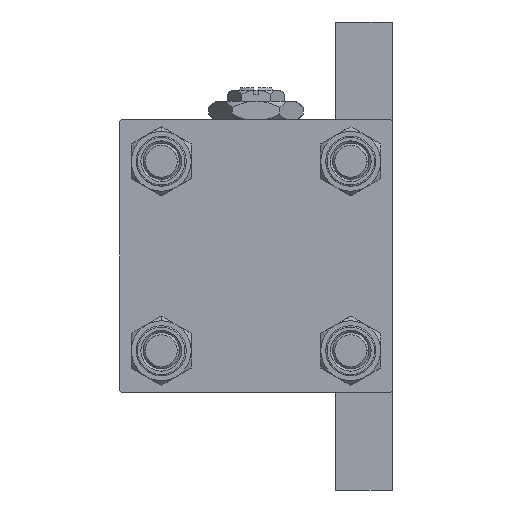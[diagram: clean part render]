
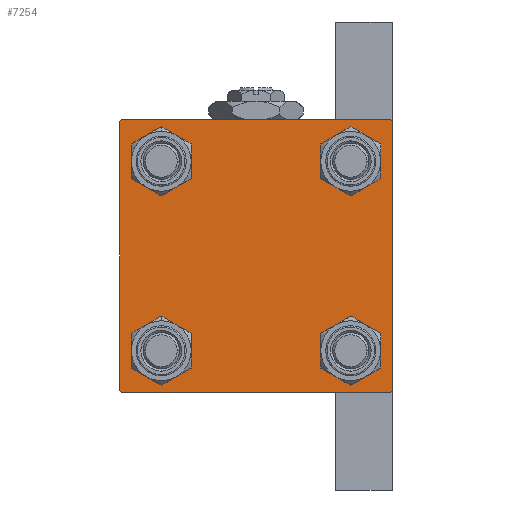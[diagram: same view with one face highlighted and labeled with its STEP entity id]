
A CAD part, left-side view. The second image highlights one B-rep face of the part: STEP entity #7254.
In plain terms, the highlighted planar face has unit normal (-1, 0, 0).
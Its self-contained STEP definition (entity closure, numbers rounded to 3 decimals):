
#451 = AXIS2_PLACEMENT_3D ( 'NONE', #34273, #4934, #49647 ) ;
#495 = VECTOR ( 'NONE', #599, 1000. ) ;
#599 = DIRECTION ( 'NONE',  ( 0., 0., -1. ) ) ;
#928 = CARTESIAN_POINT ( 'NONE',  ( 0., 30., -30. ) ) ;
#1170 = CARTESIAN_POINT ( 'NONE',  ( 0., -29.75, -29.75 ) ) ;
#1420 = EDGE_CURVE ( 'NONE', #39632, #30058, #50878, .T. ) ;
#1552 = DIRECTION ( 'NONE',  ( 0., 0., 1. ) ) ;
#2668 = ORIENTED_EDGE ( 'NONE', *, *, #36135, .T. ) ;
#3396 = CARTESIAN_POINT ( 'NONE',  ( 0., 20.85, 16.35 ) ) ;
#3665 = CARTESIAN_POINT ( 'NONE',  ( 0., 30., 29.5 ) ) ;
#4093 = VECTOR ( 'NONE', #31004, 1000. ) ;
#4108 = CARTESIAN_POINT ( 'NONE',  ( 0., -30., 29.5 ) ) ;
#4802 = DIRECTION ( 'NONE',  ( 1., 0., 0. ) ) ;
#4934 = DIRECTION ( 'NONE',  ( 1., 0., 0. ) ) ;
#4981 = DIRECTION ( 'NONE',  ( 0., 0., 1. ) ) ;
#5505 = LINE ( 'NONE', #21901, #21064 ) ;
#5507 = FACE_BOUND ( 'NONE', #34625, .T. ) ;
#5965 = EDGE_CURVE ( 'NONE', #40247, #27163, #26908, .T. ) ;
#7254 = ADVANCED_FACE ( 'NONE', ( #25698, #24903, #5507, #41607, #50481 ), #45652, .T. ) ;
#7553 = DIRECTION ( 'NONE',  ( 1., 0., 0. ) ) ;
#7755 = DIRECTION ( 'NONE',  ( 0., 0.707, 0.707 ) ) ;
#8044 = ORIENTED_EDGE ( 'NONE', *, *, #40028, .T. ) ;
#8052 = AXIS2_PLACEMENT_3D ( 'NONE', #46182, #13308, #4981 ) ;
#8291 = CARTESIAN_POINT ( 'NONE',  ( 0., -20.85, -20.85 ) ) ;
#8557 = DIRECTION ( 'NONE',  ( 1., 0., 0. ) ) ;
#9756 = VERTEX_POINT ( 'NONE', #17362 ) ;
#10029 = EDGE_CURVE ( 'NONE', #21271, #17709, #23635, .T. ) ;
#10149 = VERTEX_POINT ( 'NONE', #51490 ) ;
#10266 = VECTOR ( 'NONE', #25768, 1000. ) ;
#11234 = CARTESIAN_POINT ( 'NONE',  ( 0., -20.85, 20.85 ) ) ;
#12234 = DIRECTION ( 'NONE',  ( 1., 0., 0. ) ) ;
#12277 = VERTEX_POINT ( 'NONE', #3396 ) ;
#12490 = EDGE_CURVE ( 'NONE', #39673, #9756, #5505, .T. ) ;
#12658 = CIRCLE ( 'NONE', #24683, 4.5 ) ;
#13308 = DIRECTION ( 'NONE',  ( -1., 0., 0. ) ) ;
#13816 = LINE ( 'NONE', #928, #34626 ) ;
#14279 = CARTESIAN_POINT ( 'NONE',  ( 0., 20.85, -20.85 ) ) ;
#14461 = EDGE_CURVE ( 'NONE', #12277, #33730, #19507, .T. ) ;
#16188 = ORIENTED_EDGE ( 'NONE', *, *, #24122, .T. ) ;
#16792 = DIRECTION ( 'NONE',  ( 0., -0.707, 0.707 ) ) ;
#17359 = CARTESIAN_POINT ( 'NONE',  ( 0., 29.5, -30. ) ) ;
#17362 = CARTESIAN_POINT ( 'NONE',  ( 0., -29.5, 30. ) ) ;
#17512 = VERTEX_POINT ( 'NONE', #27555 ) ;
#17709 = VERTEX_POINT ( 'NONE', #24853 ) ;
#18131 = DIRECTION ( 'NONE',  ( 0., -1., 0. ) ) ;
#19042 = VECTOR ( 'NONE', #16792, 1000. ) ;
#19256 = DIRECTION ( 'NONE',  ( 0., 0., 1. ) ) ;
#19507 = CIRCLE ( 'NONE', #24659, 4.5 ) ;
#20248 = CARTESIAN_POINT ( 'NONE',  ( 0., 29.5, 30. ) ) ;
#20452 = CARTESIAN_POINT ( 'NONE',  ( 0., 20.85, 20.85 ) ) ;
#20578 = CARTESIAN_POINT ( 'NONE',  ( 0., 20.85, 20.85 ) ) ;
#20636 = VERTEX_POINT ( 'NONE', #40099 ) ;
#20820 = LINE ( 'NONE', #1170, #19042 ) ;
#20935 = CIRCLE ( 'NONE', #36449, 4.5 ) ;
#21064 = VECTOR ( 'NONE', #18131, 1000. ) ;
#21271 = VERTEX_POINT ( 'NONE', #33934 ) ;
#21483 = EDGE_CURVE ( 'NONE', #27163, #40247, #29802, .T. ) ;
#21901 = CARTESIAN_POINT ( 'NONE',  ( 0., 30., 30. ) ) ;
#23058 = ORIENTED_EDGE ( 'NONE', *, *, #31628, .T. ) ;
#23635 = CIRCLE ( 'NONE', #451, 4.5 ) ;
#24122 = EDGE_CURVE ( 'NONE', #26715, #9756, #52185, .T. ) ;
#24219 = DIRECTION ( 'NONE',  ( 0., 0., 1. ) ) ;
#24659 = AXIS2_PLACEMENT_3D ( 'NONE', #20578, #12234, #29194 ) ;
#24683 = AXIS2_PLACEMENT_3D ( 'NONE', #8291, #8557, #33326 ) ;
#24826 = CARTESIAN_POINT ( 'NONE',  ( 0., 20.85, -25.35 ) ) ;
#24853 = CARTESIAN_POINT ( 'NONE',  ( 0., -20.85, -16.35 ) ) ;
#24903 = FACE_BOUND ( 'NONE', #39569, .T. ) ;
#25698 = FACE_BOUND ( 'NONE', #50571, .T. ) ;
#25757 = AXIS2_PLACEMENT_3D ( 'NONE', #14279, #30972, #50932 ) ;
#25768 = DIRECTION ( 'NONE',  ( 0., 0., -1. ) ) ;
#25917 = AXIS2_PLACEMENT_3D ( 'NONE', #35980, #43788, #19256 ) ;
#26548 = EDGE_LOOP ( 'NONE', ( #31728, #38993, #33255, #2668, #49496, #16188, #33874, #27377 ) ) ;
#26660 = ORIENTED_EDGE ( 'NONE', *, *, #10029, .T. ) ;
#26715 = VERTEX_POINT ( 'NONE', #4108 ) ;
#26908 = CIRCLE ( 'NONE', #33805, 4.5 ) ;
#27163 = VERTEX_POINT ( 'NONE', #44586 ) ;
#27377 = ORIENTED_EDGE ( 'NONE', *, *, #31480, .T. ) ;
#27555 = CARTESIAN_POINT ( 'NONE',  ( 0., -30., -29.5 ) ) ;
#28090 = EDGE_CURVE ( 'NONE', #26715, #17512, #33330, .T. ) ;
#28470 = DIRECTION ( 'NONE',  ( 1., 0., 0. ) ) ;
#28477 = CARTESIAN_POINT ( 'NONE',  ( 0., -20.85, 25.35 ) ) ;
#28610 = LINE ( 'NONE', #32662, #42107 ) ;
#29194 = DIRECTION ( 'NONE',  ( 0., 0., 1. ) ) ;
#29802 = CIRCLE ( 'NONE', #34118, 4.5 ) ;
#30058 = VERTEX_POINT ( 'NONE', #45437 ) ;
#30972 = DIRECTION ( 'NONE',  ( 1., 0., 0. ) ) ;
#31004 = DIRECTION ( 'NONE',  ( 0., -0.707, -0.707 ) ) ;
#31480 = EDGE_CURVE ( 'NONE', #39673, #33718, #28610, .T. ) ;
#31628 = EDGE_CURVE ( 'NONE', #30058, #39632, #32648, .T. ) ;
#31728 = ORIENTED_EDGE ( 'NONE', *, *, #48415, .T. ) ;
#32297 = ORIENTED_EDGE ( 'NONE', *, *, #5965, .T. ) ;
#32648 = CIRCLE ( 'NONE', #25757, 4.5 ) ;
#32662 = CARTESIAN_POINT ( 'NONE',  ( 0., 29.75, 29.75 ) ) ;
#33255 = ORIENTED_EDGE ( 'NONE', *, *, #38623, .T. ) ;
#33326 = DIRECTION ( 'NONE',  ( 0., 0., 1. ) ) ;
#33330 = LINE ( 'NONE', #50553, #10266 ) ;
#33718 = VERTEX_POINT ( 'NONE', #3665 ) ;
#33730 = VERTEX_POINT ( 'NONE', #49701 ) ;
#33764 = DIRECTION ( 'NONE',  ( 0., -1., 0. ) ) ;
#33805 = AXIS2_PLACEMENT_3D ( 'NONE', #11234, #28470, #44906 ) ;
#33874 = ORIENTED_EDGE ( 'NONE', *, *, #12490, .F. ) ;
#33934 = CARTESIAN_POINT ( 'NONE',  ( 0., -20.85, -25.35 ) ) ;
#34118 = AXIS2_PLACEMENT_3D ( 'NONE', #45476, #4802, #1552 ) ;
#34273 = CARTESIAN_POINT ( 'NONE',  ( 0., -20.85, -20.85 ) ) ;
#34371 = EDGE_LOOP ( 'NONE', ( #8044, #43669 ) ) ;
#34625 = EDGE_LOOP ( 'NONE', ( #23058, #44584 ) ) ;
#34626 = VECTOR ( 'NONE', #33764, 1000. ) ;
#35049 = LINE ( 'NONE', #51492, #4093 ) ;
#35980 = CARTESIAN_POINT ( 'NONE',  ( 0., 20.85, -20.85 ) ) ;
#36135 = EDGE_CURVE ( 'NONE', #10149, #17512, #20820, .T. ) ;
#36449 = AXIS2_PLACEMENT_3D ( 'NONE', #20452, #7553, #24219 ) ;
#36685 = CARTESIAN_POINT ( 'NONE',  ( 0., 30., 30. ) ) ;
#36826 = CARTESIAN_POINT ( 'NONE',  ( 0., -29.75, 29.75 ) ) ;
#37357 = ORIENTED_EDGE ( 'NONE', *, *, #51134, .T. ) ;
#37491 = LINE ( 'NONE', #36685, #495 ) ;
#38623 = EDGE_CURVE ( 'NONE', #52356, #10149, #13816, .T. ) ;
#38993 = ORIENTED_EDGE ( 'NONE', *, *, #52545, .T. ) ;
#39569 = EDGE_LOOP ( 'NONE', ( #37357, #26660 ) ) ;
#39632 = VERTEX_POINT ( 'NONE', #24826 ) ;
#39673 = VERTEX_POINT ( 'NONE', #20248 ) ;
#40028 = EDGE_CURVE ( 'NONE', #33730, #12277, #20935, .T. ) ;
#40099 = CARTESIAN_POINT ( 'NONE',  ( 0., 30., -29.5 ) ) ;
#40247 = VERTEX_POINT ( 'NONE', #28477 ) ;
#41009 = DIRECTION ( 'NONE',  ( 0., 0.707, -0.707 ) ) ;
#41607 = FACE_BOUND ( 'NONE', #34371, .T. ) ;
#41965 = VECTOR ( 'NONE', #7755, 1000. ) ;
#42107 = VECTOR ( 'NONE', #41009, 1000. ) ;
#43669 = ORIENTED_EDGE ( 'NONE', *, *, #14461, .T. ) ;
#43788 = DIRECTION ( 'NONE',  ( 1., 0., 0. ) ) ;
#44584 = ORIENTED_EDGE ( 'NONE', *, *, #1420, .T. ) ;
#44586 = CARTESIAN_POINT ( 'NONE',  ( 0., -20.85, 16.35 ) ) ;
#44906 = DIRECTION ( 'NONE',  ( 0., 0., 1. ) ) ;
#45437 = CARTESIAN_POINT ( 'NONE',  ( 0., 20.85, -16.35 ) ) ;
#45476 = CARTESIAN_POINT ( 'NONE',  ( 0., -20.85, 20.85 ) ) ;
#45652 = PLANE ( 'NONE',  #8052 ) ;
#46182 = CARTESIAN_POINT ( 'NONE',  ( 0., 0., 0. ) ) ;
#48415 = EDGE_CURVE ( 'NONE', #33718, #20636, #37491, .T. ) ;
#49496 = ORIENTED_EDGE ( 'NONE', *, *, #28090, .F. ) ;
#49647 = DIRECTION ( 'NONE',  ( 0., 0., 1. ) ) ;
#49701 = CARTESIAN_POINT ( 'NONE',  ( 0., 20.85, 25.35 ) ) ;
#50481 = FACE_OUTER_BOUND ( 'NONE', #26548, .T. ) ;
#50553 = CARTESIAN_POINT ( 'NONE',  ( 0., -30., 30. ) ) ;
#50571 = EDGE_LOOP ( 'NONE', ( #32297, #51948 ) ) ;
#50878 = CIRCLE ( 'NONE', #25917, 4.5 ) ;
#50932 = DIRECTION ( 'NONE',  ( 0., 0., 1. ) ) ;
#51134 = EDGE_CURVE ( 'NONE', #17709, #21271, #12658, .T. ) ;
#51490 = CARTESIAN_POINT ( 'NONE',  ( 0., -29.5, -30. ) ) ;
#51492 = CARTESIAN_POINT ( 'NONE',  ( 0., 29.75, -29.75 ) ) ;
#51948 = ORIENTED_EDGE ( 'NONE', *, *, #21483, .T. ) ;
#52185 = LINE ( 'NONE', #36826, #41965 ) ;
#52356 = VERTEX_POINT ( 'NONE', #17359 ) ;
#52545 = EDGE_CURVE ( 'NONE', #20636, #52356, #35049, .T. ) ;
